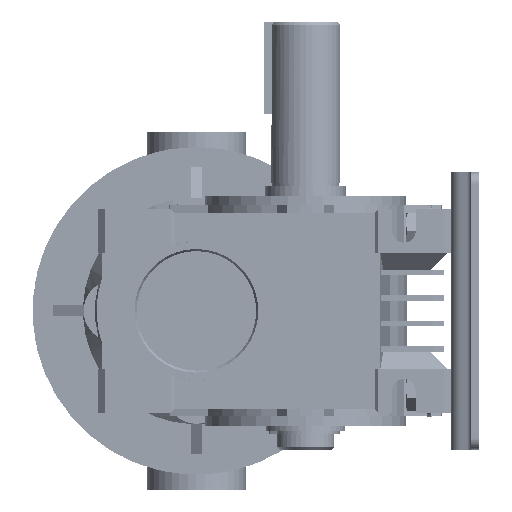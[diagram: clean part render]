
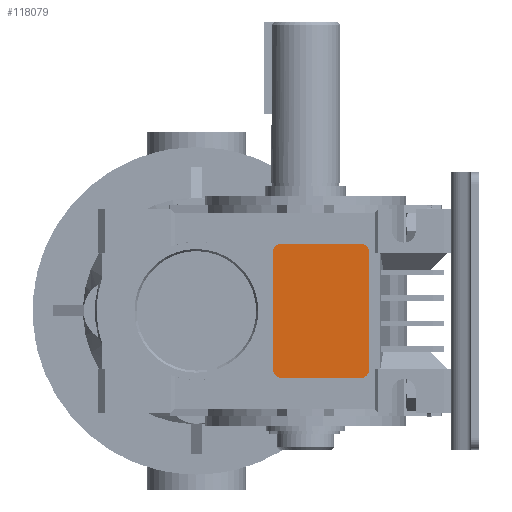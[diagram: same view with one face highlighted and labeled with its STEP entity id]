
A CAD part, left-side view. The second image highlights one B-rep face of the part: STEP entity #118079.
In plain terms, the highlighted face is planar.
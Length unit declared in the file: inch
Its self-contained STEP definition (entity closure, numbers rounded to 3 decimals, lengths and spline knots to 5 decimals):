
#168 = VERTEX_POINT ( 'NONE', #23781 ) ;
#231 = AXIS2_PLACEMENT_3D ( 'NONE', #100786, #2364, #16495 ) ;
#788 = DIRECTION ( 'NONE',  ( 0., 0., 1. ) ) ;
#852 = CIRCLE ( 'NONE', #83801, 0.09843 ) ;
#2364 = DIRECTION ( 'NONE',  ( 0., 1., 0. ) ) ;
#7565 = CARTESIAN_POINT ( 'NONE',  ( 0.72835, 1.52756, -0.59055 ) ) ;
#8592 = CARTESIAN_POINT ( 'NONE',  ( 0.62992, 1.52756, -0.68898 ) ) ;
#9433 = CIRCLE ( 'NONE', #84844, 0.09843 ) ;
#10828 = DIRECTION ( 'NONE',  ( 0., 1., 0. ) ) ;
#13309 = CIRCLE ( 'NONE', #35857, 0.09843 ) ;
#13432 = VERTEX_POINT ( 'NONE', #48271 ) ;
#16495 = DIRECTION ( 'NONE',  ( 0., 0., 1. ) ) ;
#19878 = ORIENTED_EDGE ( 'NONE', *, *, #146215, .T. ) ;
#23781 = CARTESIAN_POINT ( 'NONE',  ( -0.62992, 1.52756, 0.35433 ) ) ;
#25740 = CARTESIAN_POINT ( 'NONE',  ( -0.62992, 1.52756, -0.59055 ) ) ;
#26024 = EDGE_CURVE ( 'NONE', #90316, #35516, #9433, .T. ) ;
#32167 = LINE ( 'NONE', #79434, #101235 ) ;
#32584 = LINE ( 'NONE', #105099, #69755 ) ;
#33530 = DIRECTION ( 'NONE',  ( 0., 1., 0. ) ) ;
#35516 = VERTEX_POINT ( 'NONE', #53067 ) ;
#35857 = AXIS2_PLACEMENT_3D ( 'NONE', #73201, #99206, #788 ) ;
#47974 = EDGE_CURVE ( 'NONE', #72143, #168, #99388, .T. ) ;
#48271 = CARTESIAN_POINT ( 'NONE',  ( 0.72835, 1.52756, 0.25591 ) ) ;
#53067 = CARTESIAN_POINT ( 'NONE',  ( -0.72835, 1.52756, -0.59055 ) ) ;
#57265 = CARTESIAN_POINT ( 'NONE',  ( 0.62992, 1.52756, 0.25591 ) ) ;
#58474 = ORIENTED_EDGE ( 'NONE', *, *, #86539, .T. ) ;
#60548 = CIRCLE ( 'NONE', #231, 0.09843 ) ;
#61962 = DIRECTION ( 'NONE',  ( 0., 0., 1. ) ) ;
#62335 = CARTESIAN_POINT ( 'NONE',  ( -0.62992, 1.52756, 0.35433 ) ) ;
#64715 = EDGE_CURVE ( 'NONE', #136754, #13432, #32167, .T. ) ;
#65011 = VECTOR ( 'NONE', #152813, 39.37008 ) ;
#67461 = FACE_OUTER_BOUND ( 'NONE', #131615, .T. ) ;
#69104 = DIRECTION ( 'NONE',  ( 0., 0., 1. ) ) ;
#69755 = VECTOR ( 'NONE', #81412, 39.37008 ) ;
#69792 = CARTESIAN_POINT ( 'NONE',  ( 0., 1.52756, 0. ) ) ;
#69851 = EDGE_CURVE ( 'NONE', #134506, #35516, #32584, .T. ) ;
#72143 = VERTEX_POINT ( 'NONE', #124427 ) ;
#73201 = CARTESIAN_POINT ( 'NONE',  ( 0.62992, 1.52756, -0.59055 ) ) ;
#74584 = DIRECTION ( 'NONE',  ( 0., 1., 0. ) ) ;
#77796 = ORIENTED_EDGE ( 'NONE', *, *, #126806, .F. ) ;
#79434 = CARTESIAN_POINT ( 'NONE',  ( 0.72835, 1.52756, 0.25591 ) ) ;
#81412 = DIRECTION ( 'NONE',  ( 0., 0., -1. ) ) ;
#81599 = DIRECTION ( 'NONE',  ( 0., 0., 1. ) ) ;
#83801 = AXIS2_PLACEMENT_3D ( 'NONE', #57265, #10828, #69104 ) ;
#84844 = AXIS2_PLACEMENT_3D ( 'NONE', #25740, #74584, #61962 ) ;
#86539 = EDGE_CURVE ( 'NONE', #136754, #134495, #13309, .T. ) ;
#90316 = VERTEX_POINT ( 'NONE', #130167 ) ;
#91692 = CARTESIAN_POINT ( 'NONE',  ( 0.62992, 1.52756, -0.68898 ) ) ;
#99206 = DIRECTION ( 'NONE',  ( 0., 1., 0. ) ) ;
#99388 = LINE ( 'NONE', #62335, #110494 ) ;
#100786 = CARTESIAN_POINT ( 'NONE',  ( -0.62992, 1.52756, 0.25591 ) ) ;
#101235 = VECTOR ( 'NONE', #150466, 39.37008 ) ;
#101600 = EDGE_CURVE ( 'NONE', #134506, #168, #60548, .T. ) ;
#103744 = PLANE ( 'NONE',  #145189 ) ;
#105099 = CARTESIAN_POINT ( 'NONE',  ( -0.72835, 1.52756, -0.59055 ) ) ;
#107064 = ORIENTED_EDGE ( 'NONE', *, *, #101600, .T. ) ;
#110494 = VECTOR ( 'NONE', #134141, 39.37008 ) ;
#114489 = ORIENTED_EDGE ( 'NONE', *, *, #47974, .F. ) ;
#116532 = LINE ( 'NONE', #8592, #65011 ) ;
#116930 = CARTESIAN_POINT ( 'NONE',  ( -0.72835, 1.52756, 0.25591 ) ) ;
#118079 = ADVANCED_FACE ( 'NONE', ( #67461 ), #103744, .T. ) ;
#119845 = ORIENTED_EDGE ( 'NONE', *, *, #69851, .F. ) ;
#124042 = ORIENTED_EDGE ( 'NONE', *, *, #64715, .F. ) ;
#124427 = CARTESIAN_POINT ( 'NONE',  ( 0.62992, 1.52756, 0.35433 ) ) ;
#126806 = EDGE_CURVE ( 'NONE', #90316, #134495, #116532, .T. ) ;
#130167 = CARTESIAN_POINT ( 'NONE',  ( -0.62992, 1.52756, -0.68898 ) ) ;
#131414 = ORIENTED_EDGE ( 'NONE', *, *, #26024, .T. ) ;
#131615 = EDGE_LOOP ( 'NONE', ( #107064, #114489, #19878, #124042, #58474, #77796, #131414, #119845 ) ) ;
#134141 = DIRECTION ( 'NONE',  ( -1., 0., 0. ) ) ;
#134495 = VERTEX_POINT ( 'NONE', #91692 ) ;
#134506 = VERTEX_POINT ( 'NONE', #116930 ) ;
#136754 = VERTEX_POINT ( 'NONE', #7565 ) ;
#145189 = AXIS2_PLACEMENT_3D ( 'NONE', #69792, #33530, #81599 ) ;
#146215 = EDGE_CURVE ( 'NONE', #72143, #13432, #852, .T. ) ;
#150466 = DIRECTION ( 'NONE',  ( 0., 0., 1. ) ) ;
#152813 = DIRECTION ( 'NONE',  ( 1., 0., 0. ) ) ;
